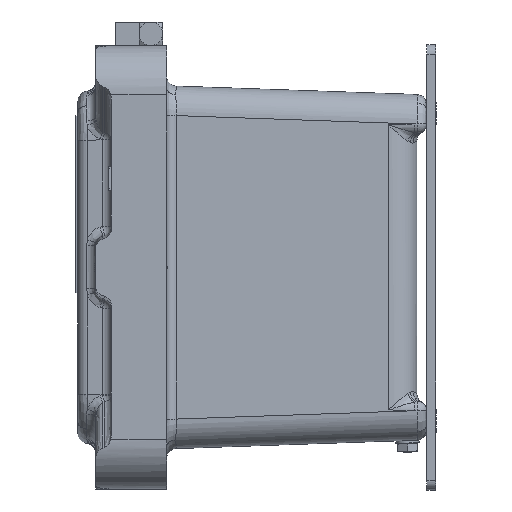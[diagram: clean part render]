
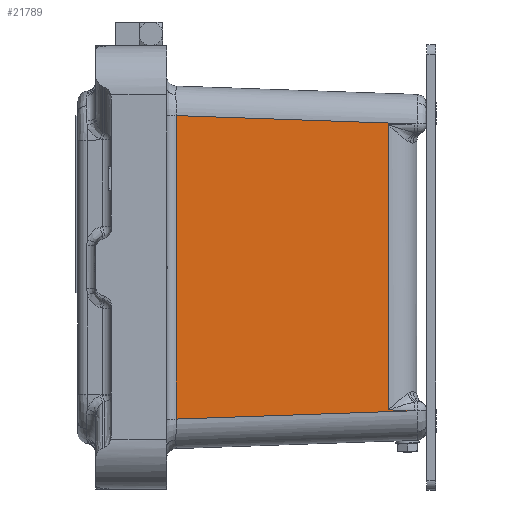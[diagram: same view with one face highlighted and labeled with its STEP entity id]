
A CAD part, left-side view. The second image highlights one B-rep face of the part: STEP entity #21789.
In plain terms, the highlighted planar face has unit normal (-0.999, -0.035, 0).
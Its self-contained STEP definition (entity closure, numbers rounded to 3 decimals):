
#1312=DIRECTION('',(0.,0.,1.));
#1313=VECTOR('',#1312,153.994);
#1314=CARTESIAN_POINT('',(-111.988,-21.826,
-76.997));
#1315=LINE('',#1314,#1313);
#1753=CARTESIAN_POINT('',(-111.988,-21.826,
-76.997));
#1761=DIRECTION('',(-0.035,0.999,0.035));
#1762=VECTOR('',#1761,121.007);
#1763=CARTESIAN_POINT('',(-107.767,-142.686,
72.776));
#1764=LINE('',#1763,#1762);
#1765=DIRECTION('',(0.035,-0.999,0.035));
#1766=VECTOR('',#1765,13.178);
#1767=CARTESIAN_POINT('',(-108.227,-129.523,
72.317));
#1768=LINE('',#1767,#1766);
#1769=DIRECTION('',(-0.035,0.999,0.035));
#1770=VECTOR('',#1769,13.178);
#1771=CARTESIAN_POINT('',(-107.767,-142.686,
-72.776));
#1772=LINE('',#1771,#1770);
#1773=DIRECTION('',(0.035,-0.999,0.035));
#1774=VECTOR('',#1773,121.007);
#1775=CARTESIAN_POINT('',(-111.988,-21.826,
-76.997));
#1776=LINE('',#1775,#1774);
#2377=CARTESIAN_POINT('',(-108.227,-129.523,
-72.317));
#2405=DIRECTION('',(0.,0.,-1.));
#2406=VECTOR('',#2405,144.634);
#2407=CARTESIAN_POINT('',(-108.227,-129.523,
72.317));
#2408=LINE('',#2407,#2406);
#4600=CARTESIAN_POINT('',(-108.227,-129.523,
72.317));
#18321=VERTEX_POINT('',#2377);
#18329=VERTEX_POINT('',#1753);
#18376=VERTEX_POINT('',#4600);
#18386=CARTESIAN_POINT('',(-107.767,-142.686,
-72.776));
#18388=VERTEX_POINT('',#18386);
#18479=CARTESIAN_POINT('',(-111.988,-21.826,
76.997));
#18480=VERTEX_POINT('',#18479);
#18488=CARTESIAN_POINT('',(-107.767,-142.686,
72.776));
#18489=VERTEX_POINT('',#18488);
#21772=CARTESIAN_POINT('',(-112.75,0.,92.75));
#21773=DIRECTION('',(-0.999,-0.035,0.));
#21774=DIRECTION('',(0.035,-0.999,0.));
#21775=AXIS2_PLACEMENT_3D('',#21772,#21773,#21774);
#21776=PLANE('',#21775);
#21778=ORIENTED_EDGE('',*,*,#21777,.F.);
#21780=ORIENTED_EDGE('',*,*,#21779,.F.);
#21782=ORIENTED_EDGE('',*,*,#21781,.T.);
#21784=ORIENTED_EDGE('',*,*,#21783,.F.);
#21785=ORIENTED_EDGE('',*,*,#21750,.F.);
#21786=ORIENTED_EDGE('',*,*,#20511,.T.);
#21787=EDGE_LOOP('',(#21778,#21780,#21782,#21784,#21785,#21786));
#21788=FACE_OUTER_BOUND('',#21787,.F.);
#21789=ADVANCED_FACE('',(#21788),#21776,.T.);
#20511=EDGE_CURVE('',#18329,#18480,#1315,.T.);
#21750=EDGE_CURVE('',#18329,#18388,#1776,.T.);
#21777=EDGE_CURVE('',#18489,#18480,#1764,.T.);
#21779=EDGE_CURVE('',#18376,#18489,#1768,.T.);
#21781=EDGE_CURVE('',#18376,#18321,#2408,.T.);
#21783=EDGE_CURVE('',#18388,#18321,#1772,.T.);
